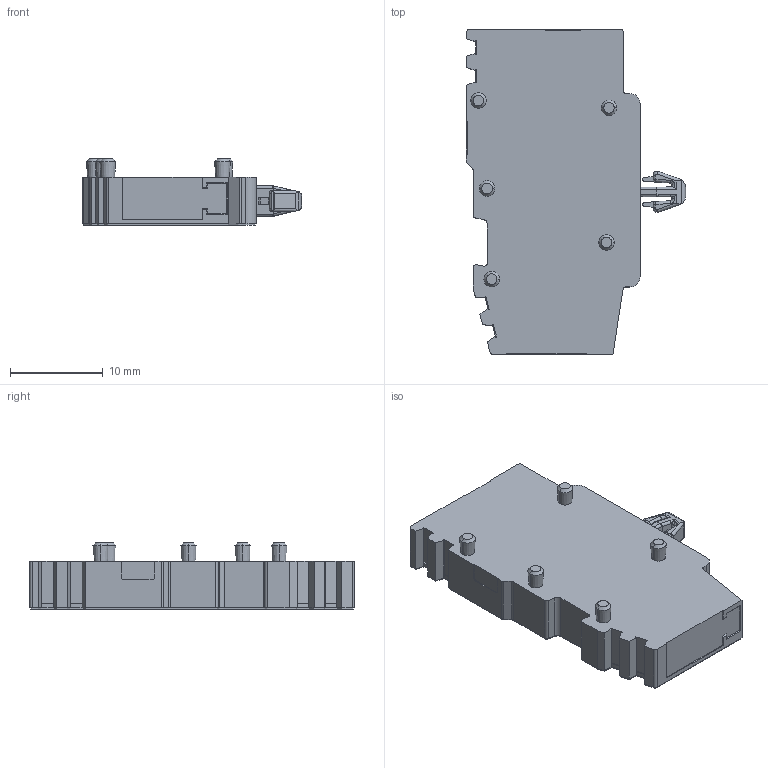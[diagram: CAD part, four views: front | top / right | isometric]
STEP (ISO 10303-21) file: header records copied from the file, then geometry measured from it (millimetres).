
FILE_DESCRIPTION (( 'STEP AP214' ), '1' );
FILE_NAME ('310939_SC_PTS 2.5_GR.STP', '2016-07-29T05:04:54', ( '' ), ( '' ), 'SwSTEP 2.0', 'SolidWorks 2016', '' );
FILE_SCHEMA (( 'AUTOMOTIVE_DESIGN' ));
Length unit declared in the file: millimetre
Products named in the file (1): 310939_SC_PTS 2.5_GR
Bounding box: 23.62 x 35 x 7.15 mm (x, y, z)
Volume: 3072.3 mm3; surface area: 1891.2 mm2
Topology: 1 solids, 1 shells, 320 faces, 862 edges, 554 vertices
Faces by surface type: plane 181, cylinder 97, cone 20, torus 14, bspline 4, sphere 4
Entity records: 10238 total; most frequent: CARTESIAN_POINT 2167, ORIENTED_EDGE 1724, DIRECTION 1636, EDGE_CURVE 862, VECTOR 606, LINE 606, VERTEX_POINT 554, AXIS2_PLACEMENT_3D 515
